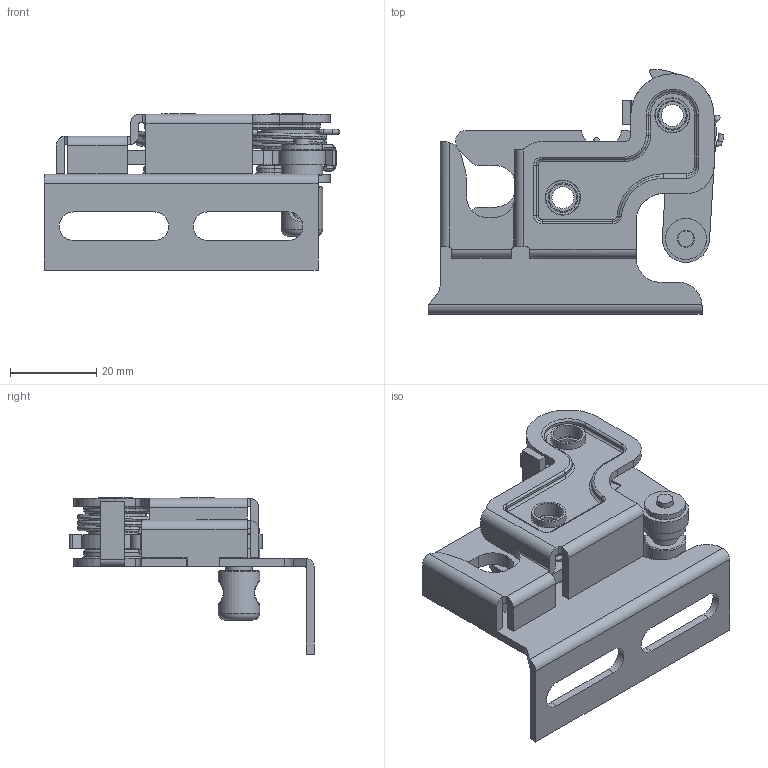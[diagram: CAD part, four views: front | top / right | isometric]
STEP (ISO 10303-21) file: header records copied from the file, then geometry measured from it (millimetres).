
FILE_DESCRIPTION(/* description */ (''),/* implementation_level */ '2;1');
FILE_NAME(/* name */ 'LNL-77-00289_02_17_2022.stp',/* time_stamp */ '2022-02-17T12:29:28-05:00',/* author */ ('MRosu'),/* organization */ (''),/* preprocessor_version */ 'ST-DEVELOPER v18.1',/* originating_system */ 'Autodesk Inventor 2020',/* authorisation */ '');
FILE_SCHEMA (('AUTOMOTIVE_DESIGN { 1 0 10303 214 3 1 1 }'));
Length unit declared in the file: inch
Products named in the file (1): 00289_rev_l_ecn_340_Shrinkwrap_1
Bounding box: 68.58 x 56.67 x 36.2 mm (x, y, z)
Volume: 17825.2 mm3; surface area: 20356.1 mm2
Topology: 2 solids, 5 shells, 442 faces, 1112 edges, 702 vertices
Faces by surface type: cylinder 190, plane 160, torus 60, bspline 25, cone 6, sphere 1
Full cylindrical faces by diameter (mm): 1.194 x3, 1.6 x1, 3.683 x1, 3.937 x1, 4.039 x2, 4.826 x1, 4.953 x1, 5.105 x2, 6.096 x2, 6.35 x3, 6.858 x4, 7.925 x2, 8.128 x2, 9.525 x1, 9.652 x2, 9.703 x2, 9.906 x2, 12.7 x2
Entity records: 26885 total; most frequent: CARTESIAN_POINT 15516, DIRECTION 2395, ORIENTED_EDGE 2208, EDGE_CURVE 1108, AXIS2_PLACEMENT_3D 922, VERTEX_POINT 704, LINE 551, VECTOR 551
